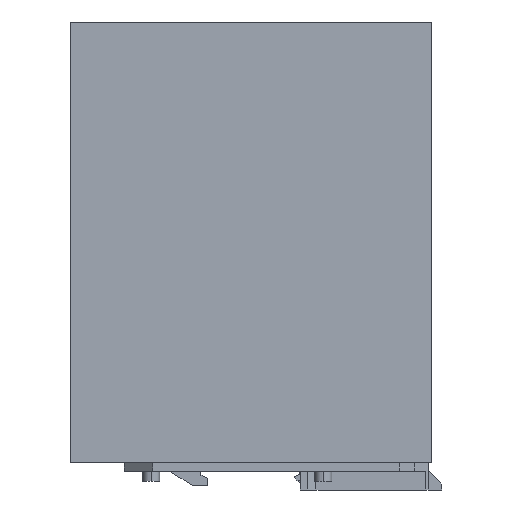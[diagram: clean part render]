
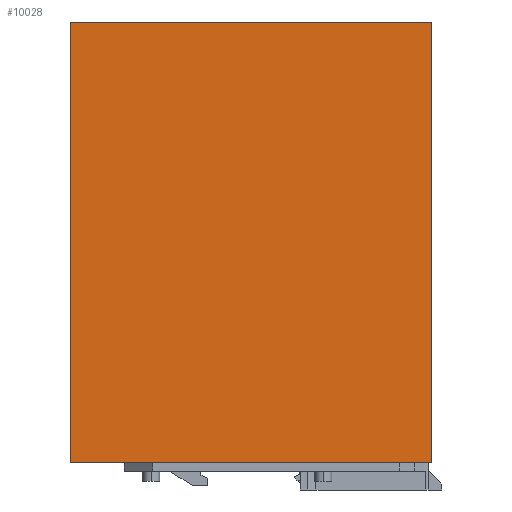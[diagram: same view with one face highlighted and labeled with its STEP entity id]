
A CAD part, left-side view. The second image highlights one B-rep face of the part: STEP entity #10028.
In plain terms, the highlighted planar face has unit normal (-1, 0, 0).
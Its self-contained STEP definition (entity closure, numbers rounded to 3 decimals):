
#322 = DIRECTION ( 'NONE',  ( 0., 0., 1. ) ) ;
#1055 = DIRECTION ( 'NONE',  ( 0., 1., 0. ) ) ;
#1297 = ORIENTED_EDGE ( 'NONE', *, *, #29065, .T. ) ;
#1371 = EDGE_CURVE ( 'NONE', #12517, #4492, #25857, .T. ) ;
#2122 = ORIENTED_EDGE ( 'NONE', *, *, #3554, .T. ) ;
#3554 = EDGE_CURVE ( 'NONE', #4492, #25373, #4970, .T. ) ;
#3725 = LINE ( 'NONE', #14597, #34708 ) ;
#4492 = VERTEX_POINT ( 'NONE', #14836 ) ;
#4970 = LINE ( 'NONE', #5674, #5581 ) ;
#5058 = DIRECTION ( 'NONE',  ( 0., 0., -1. ) ) ;
#5581 = VECTOR ( 'NONE', #322, 1000. ) ;
#5674 = CARTESIAN_POINT ( 'NONE',  ( -45., -63.5, 0. ) ) ;
#6634 = DIRECTION ( 'NONE',  ( 0., -1., 0. ) ) ;
#6755 = CARTESIAN_POINT ( 'NONE',  ( -45., 63.5, -155. ) ) ;
#7436 = ORIENTED_EDGE ( 'NONE', *, *, #15328, .T. ) ;
#9063 = ORIENTED_EDGE ( 'NONE', *, *, #1371, .T. ) ;
#10028 = ADVANCED_FACE ( 'NONE', ( #26411 ), #34784, .F. ) ;
#10764 = LINE ( 'NONE', #26946, #13120 ) ;
#12434 = CARTESIAN_POINT ( 'NONE',  ( -45., 63.5, 0. ) ) ;
#12517 = VERTEX_POINT ( 'NONE', #6755 ) ;
#13120 = VECTOR ( 'NONE', #32466, 1000. ) ;
#14597 = CARTESIAN_POINT ( 'NONE',  ( -45., 0., 0. ) ) ;
#14836 = CARTESIAN_POINT ( 'NONE',  ( -45., -63.5, -155. ) ) ;
#15328 = EDGE_CURVE ( 'NONE', #21181, #12517, #10764, .T. ) ;
#15718 = VECTOR ( 'NONE', #6634, 1000. ) ;
#15744 = EDGE_LOOP ( 'NONE', ( #9063, #2122, #1297, #7436 ) ) ;
#20771 = AXIS2_PLACEMENT_3D ( 'NONE', #34963, #20908, #5058 ) ;
#20908 = DIRECTION ( 'NONE',  ( 1., 0., 0. ) ) ;
#21181 = VERTEX_POINT ( 'NONE', #12434 ) ;
#25373 = VERTEX_POINT ( 'NONE', #31879 ) ;
#25504 = CARTESIAN_POINT ( 'NONE',  ( -45., 0., -155. ) ) ;
#25857 = LINE ( 'NONE', #25504, #15718 ) ;
#26411 = FACE_OUTER_BOUND ( 'NONE', #15744, .T. ) ;
#26946 = CARTESIAN_POINT ( 'NONE',  ( -45., 63.5, 0. ) ) ;
#29065 = EDGE_CURVE ( 'NONE', #25373, #21181, #3725, .T. ) ;
#31879 = CARTESIAN_POINT ( 'NONE',  ( -45., -63.5, 0. ) ) ;
#32466 = DIRECTION ( 'NONE',  ( 0., 0., -1. ) ) ;
#34708 = VECTOR ( 'NONE', #1055, 1000. ) ;
#34784 = PLANE ( 'NONE',  #20771 ) ;
#34963 = CARTESIAN_POINT ( 'NONE',  ( -45., 0., 0. ) ) ;
